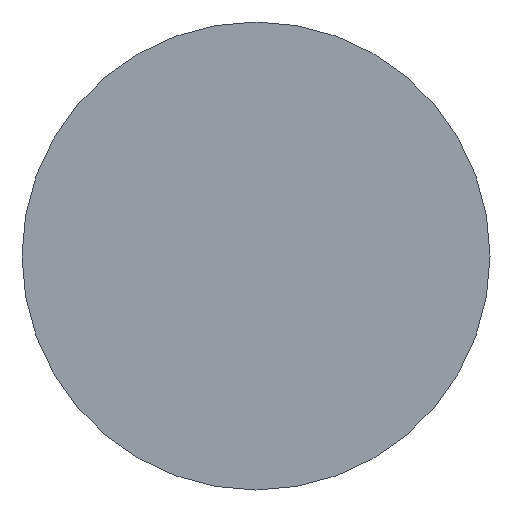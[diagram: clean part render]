
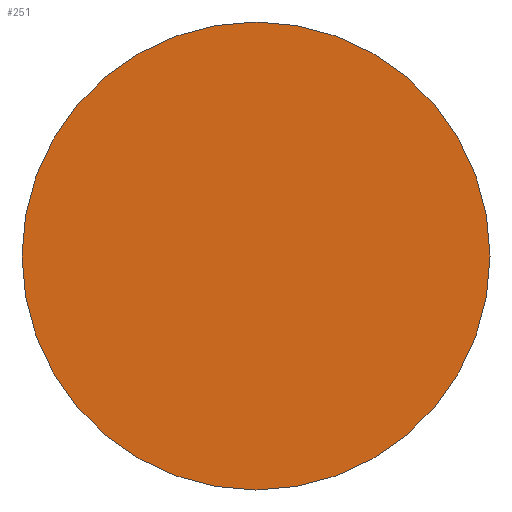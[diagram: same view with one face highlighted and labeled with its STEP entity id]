
A CAD part, left-side view. The second image highlights one B-rep face of the part: STEP entity #251.
In plain terms, the highlighted planar face has unit normal (-1, 0, 0).
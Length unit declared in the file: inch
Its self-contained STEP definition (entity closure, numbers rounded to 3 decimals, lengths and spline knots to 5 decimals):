
#2 = FACE_OUTER_BOUND ( 'NONE', #257, .T. ) ;
#14 = CIRCLE ( 'NONE', #229, 0.7311 ) ;
#64 = DIRECTION ( 'NONE',  ( 1., 0., 0. ) ) ;
#80 = VERTEX_POINT ( 'NONE', #99 ) ;
#88 = PLANE ( 'NONE',  #249 ) ;
#99 = CARTESIAN_POINT ( 'NONE',  ( -0.0315, -0.7311, 0. ) ) ;
#105 = DIRECTION ( 'NONE',  ( 1., 0., 0. ) ) ;
#108 = CARTESIAN_POINT ( 'NONE',  ( -0.0315, 0.7311, 0. ) ) ;
#111 = CARTESIAN_POINT ( 'NONE',  ( -0.0315, 0., 0. ) ) ;
#115 = EDGE_CURVE ( 'NONE', #80, #122, #14, .T. ) ;
#116 = DIRECTION ( 'NONE',  ( 0., 0., -1. ) ) ;
#122 = VERTEX_POINT ( 'NONE', #108 ) ;
#148 = ORIENTED_EDGE ( 'NONE', *, *, #115, .F. ) ;
#150 = ORIENTED_EDGE ( 'NONE', *, *, #201, .F. ) ;
#154 = DIRECTION ( 'NONE',  ( 0., -1., 0. ) ) ;
#157 = DIRECTION ( 'NONE',  ( 0., -1., 0. ) ) ;
#172 = CARTESIAN_POINT ( 'NONE',  ( -0.0315, 0., 0. ) ) ;
#176 = AXIS2_PLACEMENT_3D ( 'NONE', #243, #218, #157 ) ;
#201 = EDGE_CURVE ( 'NONE', #122, #80, #253, .T. ) ;
#218 = DIRECTION ( 'NONE',  ( 1., 0., 0. ) ) ;
#229 = AXIS2_PLACEMENT_3D ( 'NONE', #111, #105, #154 ) ;
#243 = CARTESIAN_POINT ( 'NONE',  ( -0.0315, 0., 0. ) ) ;
#249 = AXIS2_PLACEMENT_3D ( 'NONE', #172, #64, #116 ) ;
#251 = ADVANCED_FACE ( 'NONE', ( #2 ), #88, .F. ) ;
#253 = CIRCLE ( 'NONE', #176, 0.7311 ) ;
#257 = EDGE_LOOP ( 'NONE', ( #148, #150 ) ) ;
